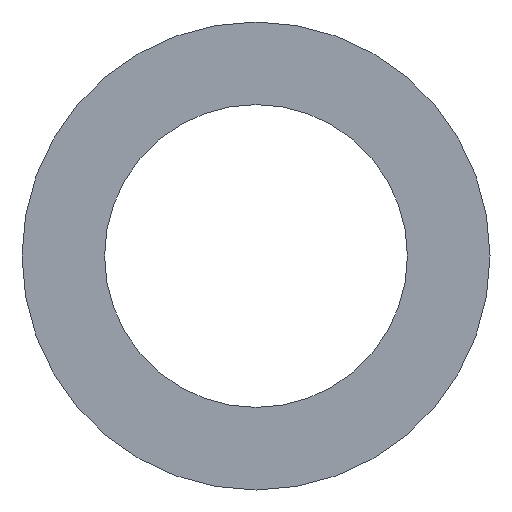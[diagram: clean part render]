
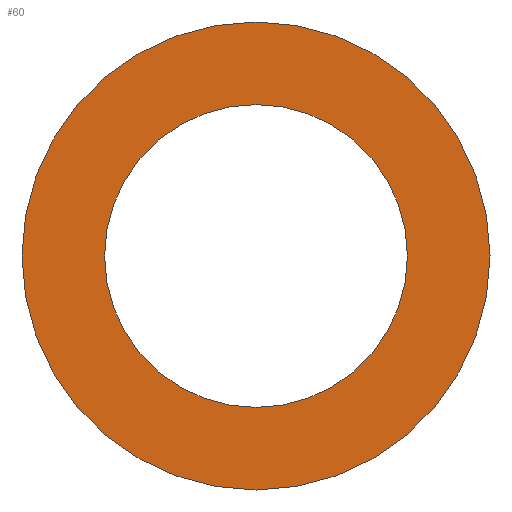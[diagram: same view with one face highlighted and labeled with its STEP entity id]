
A CAD part, front view. The second image highlights one B-rep face of the part: STEP entity #60.
In plain terms, the highlighted planar face has unit normal (0, -1, 0).
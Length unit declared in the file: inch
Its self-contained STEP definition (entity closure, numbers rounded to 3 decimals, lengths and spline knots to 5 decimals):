
#4 = VERTEX_POINT ( 'NONE', #99 ) ;
#5 = CARTESIAN_POINT ( 'NONE',  ( 0., 0., 0.2325 ) ) ;
#6 = ORIENTED_EDGE ( 'NONE', *, *, #187, .F. ) ;
#14 = CARTESIAN_POINT ( 'NONE',  ( 0., 0., 0. ) ) ;
#29 = VERTEX_POINT ( 'NONE', #5 ) ;
#32 = ORIENTED_EDGE ( 'NONE', *, *, #94, .F. ) ;
#37 = CIRCLE ( 'NONE', #242, 0.2325 ) ;
#43 = CARTESIAN_POINT ( 'NONE',  ( 0., 0., -0.35925 ) ) ;
#48 = EDGE_LOOP ( 'NONE', ( #82, #218 ) ) ;
#53 = VERTEX_POINT ( 'NONE', #162 ) ;
#54 = DIRECTION ( 'NONE',  ( 0., 1., 0. ) ) ;
#55 = CARTESIAN_POINT ( 'NONE',  ( 0., 0., 0. ) ) ;
#60 = ADVANCED_FACE ( 'NONE', ( #250, #125 ), #83, .F. ) ;
#62 = CARTESIAN_POINT ( 'NONE',  ( 0., 0., 0. ) ) ;
#64 = DIRECTION ( 'NONE',  ( 0., 1., 0. ) ) ;
#72 = DIRECTION ( 'NONE',  ( 0., 0., 1. ) ) ;
#80 = VERTEX_POINT ( 'NONE', #43 ) ;
#82 = ORIENTED_EDGE ( 'NONE', *, *, #115, .T. ) ;
#83 = PLANE ( 'NONE',  #173 ) ;
#85 = CARTESIAN_POINT ( 'NONE',  ( 0., 0., 0. ) ) ;
#94 = EDGE_CURVE ( 'NONE', #80, #4, #106, .T. ) ;
#99 = CARTESIAN_POINT ( 'NONE',  ( 0., 0., 0.35925 ) ) ;
#106 = CIRCLE ( 'NONE', #225, 0.35925 ) ;
#115 = EDGE_CURVE ( 'NONE', #53, #29, #116, .T. ) ;
#116 = CIRCLE ( 'NONE', #154, 0.2325 ) ;
#117 = DIRECTION ( 'NONE',  ( 0., 1., 0. ) ) ;
#125 = FACE_BOUND ( 'NONE', #48, .T. ) ;
#133 = DIRECTION ( 'NONE',  ( 0., 1., 0. ) ) ;
#140 = CARTESIAN_POINT ( 'NONE',  ( 0., 0., 0. ) ) ;
#146 = DIRECTION ( 'NONE',  ( 0., 0., 1. ) ) ;
#147 = DIRECTION ( 'NONE',  ( 0., 0., 1. ) ) ;
#154 = AXIS2_PLACEMENT_3D ( 'NONE', #85, #188, #146 ) ;
#159 = DIRECTION ( 'NONE',  ( 0., 0., 1. ) ) ;
#162 = CARTESIAN_POINT ( 'NONE',  ( 0., 0., -0.2325 ) ) ;
#167 = EDGE_LOOP ( 'NONE', ( #32, #6 ) ) ;
#173 = AXIS2_PLACEMENT_3D ( 'NONE', #62, #64, #159 ) ;
#180 = AXIS2_PLACEMENT_3D ( 'NONE', #55, #133, #147 ) ;
#187 = EDGE_CURVE ( 'NONE', #4, #80, #238, .T. ) ;
#188 = DIRECTION ( 'NONE',  ( 0., 1., 0. ) ) ;
#218 = ORIENTED_EDGE ( 'NONE', *, *, #228, .T. ) ;
#225 = AXIS2_PLACEMENT_3D ( 'NONE', #140, #117, #240 ) ;
#228 = EDGE_CURVE ( 'NONE', #29, #53, #37, .T. ) ;
#238 = CIRCLE ( 'NONE', #180, 0.35925 ) ;
#240 = DIRECTION ( 'NONE',  ( 0., 0., 1. ) ) ;
#242 = AXIS2_PLACEMENT_3D ( 'NONE', #14, #54, #72 ) ;
#250 = FACE_OUTER_BOUND ( 'NONE', #167, .T. ) ;
